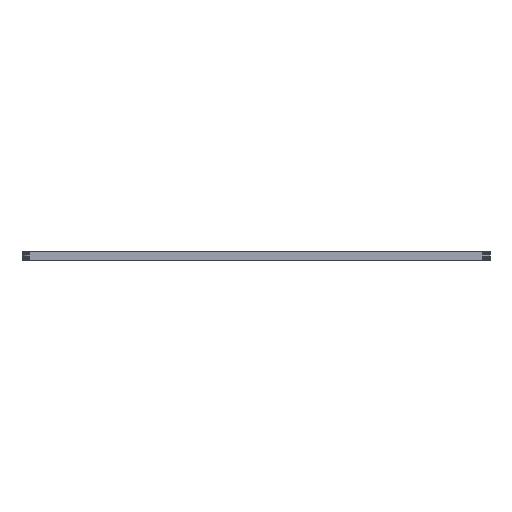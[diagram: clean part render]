
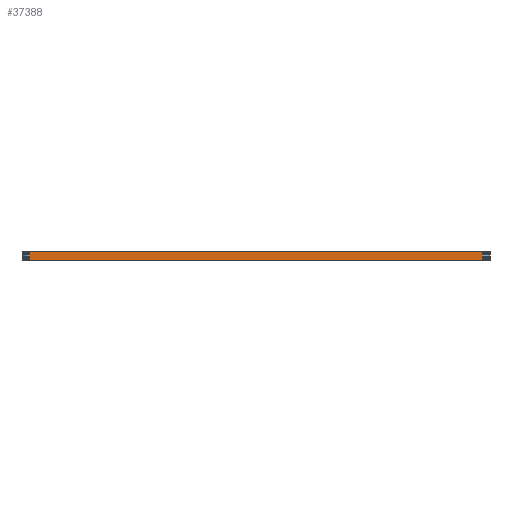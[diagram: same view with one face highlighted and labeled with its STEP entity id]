
A CAD part, left-side view. The second image highlights one B-rep face of the part: STEP entity #37388.
In plain terms, the highlighted planar face has unit normal (-1, 0, 0).
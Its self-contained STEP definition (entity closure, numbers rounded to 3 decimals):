
#83 = PLANE('',#84);
#84 = AXIS2_PLACEMENT_3D('',#85,#86,#87);
#85 = CARTESIAN_POINT('',(130.169,-79.839,1.6));
#86 = DIRECTION('',(-0.,-0.,-1.));
#87 = DIRECTION('',(-1.,0.,0.));
#137 = PLANE('',#138);
#138 = AXIS2_PLACEMENT_3D('',#139,#140,#141);
#139 = CARTESIAN_POINT('',(130.169,-79.839,0.));
#140 = DIRECTION('',(-0.,-0.,-1.));
#141 = DIRECTION('',(-1.,0.,0.));
#554 = VERTEX_POINT('',#555);
#555 = CARTESIAN_POINT('',(28.919,-122.439,0.));
#569 = PLANE('',#570);
#570 = AXIS2_PLACEMENT_3D('',#571,#572,#573);
#571 = CARTESIAN_POINT('',(28.923,-122.556,0.));
#572 = DIRECTION('',(-0.999,-0.035,0.));
#573 = DIRECTION('',(-0.035,0.999,0.));
#581 = EDGE_CURVE('',#554,#582,#584,.T.);
#582 = VERTEX_POINT('',#583);
#583 = CARTESIAN_POINT('',(28.919,-37.239,0.));
#584 = SURFACE_CURVE('',#585,(#589,#596),.PCURVE_S1.);
#585 = LINE('',#586,#587);
#586 = CARTESIAN_POINT('',(28.919,-122.439,0.));
#587 = VECTOR('',#588,1.);
#588 = DIRECTION('',(0.,1.,0.));
#589 = PCURVE('',#137,#590);
#590 = DEFINITIONAL_REPRESENTATION('',(#591),#595);
#591 = LINE('',#592,#593);
#592 = CARTESIAN_POINT('',(101.25,-42.6));
#593 = VECTOR('',#594,1.);
#594 = DIRECTION('',(0.,1.));
#595 = ( GEOMETRIC_REPRESENTATION_CONTEXT(2) 
PARAMETRIC_REPRESENTATION_CONTEXT() REPRESENTATION_CONTEXT('2D SPACE',''
  ) );
#596 = PCURVE('',#597,#602);
#597 = PLANE('',#598);
#598 = AXIS2_PLACEMENT_3D('',#599,#600,#601);
#599 = CARTESIAN_POINT('',(28.919,-122.439,0.));
#600 = DIRECTION('',(-1.,0.,0.));
#601 = DIRECTION('',(0.,1.,0.));
#602 = DEFINITIONAL_REPRESENTATION('',(#603),#607);
#603 = LINE('',#604,#605);
#604 = CARTESIAN_POINT('',(0.,0.));
#605 = VECTOR('',#606,1.);
#606 = DIRECTION('',(1.,0.));
#607 = ( GEOMETRIC_REPRESENTATION_CONTEXT(2) 
PARAMETRIC_REPRESENTATION_CONTEXT() REPRESENTATION_CONTEXT('2D SPACE',''
  ) );
#625 = PLANE('',#626);
#626 = AXIS2_PLACEMENT_3D('',#627,#628,#629);
#627 = CARTESIAN_POINT('',(28.919,-37.239,0.));
#628 = DIRECTION('',(-0.999,0.035,0.));
#629 = DIRECTION('',(0.035,0.999,0.));
#20282 = VERTEX_POINT('',#20283);
#20283 = CARTESIAN_POINT('',(28.919,-122.439,1.6));
#20304 = EDGE_CURVE('',#20282,#20305,#20307,.T.);
#20305 = VERTEX_POINT('',#20306);
#20306 = CARTESIAN_POINT('',(28.919,-37.239,1.6));
#20307 = SURFACE_CURVE('',#20308,(#20312,#20319),.PCURVE_S1.);
#20308 = LINE('',#20309,#20310);
#20309 = CARTESIAN_POINT('',(28.919,-122.439,1.6));
#20310 = VECTOR('',#20311,1.);
#20311 = DIRECTION('',(0.,1.,0.));
#20312 = PCURVE('',#83,#20313);
#20313 = DEFINITIONAL_REPRESENTATION('',(#20314),#20318);
#20314 = LINE('',#20315,#20316);
#20315 = CARTESIAN_POINT('',(101.25,-42.6));
#20316 = VECTOR('',#20317,1.);
#20317 = DIRECTION('',(0.,1.));
#20318 = ( GEOMETRIC_REPRESENTATION_CONTEXT(2) 
PARAMETRIC_REPRESENTATION_CONTEXT() REPRESENTATION_CONTEXT('2D SPACE',''
  ) );
#20319 = PCURVE('',#597,#20320);
#20320 = DEFINITIONAL_REPRESENTATION('',(#20321),#20325);
#20321 = LINE('',#20322,#20323);
#20322 = CARTESIAN_POINT('',(0.,-1.6));
#20323 = VECTOR('',#20324,1.);
#20324 = DIRECTION('',(1.,0.));
#20325 = ( GEOMETRIC_REPRESENTATION_CONTEXT(2) 
PARAMETRIC_REPRESENTATION_CONTEXT() REPRESENTATION_CONTEXT('2D SPACE',''
  ) );
#37340 = EDGE_CURVE('',#554,#20282,#37341,.T.);
#37341 = SURFACE_CURVE('',#37342,(#37346,#37353),.PCURVE_S1.);
#37342 = LINE('',#37343,#37344);
#37343 = CARTESIAN_POINT('',(28.919,-122.439,0.));
#37344 = VECTOR('',#37345,1.);
#37345 = DIRECTION('',(0.,0.,1.));
#37346 = PCURVE('',#569,#37347);
#37347 = DEFINITIONAL_REPRESENTATION('',(#37348),#37352);
#37348 = LINE('',#37349,#37350);
#37349 = CARTESIAN_POINT('',(0.117,0.));
#37350 = VECTOR('',#37351,1.);
#37351 = DIRECTION('',(0.,-1.));
#37352 = ( GEOMETRIC_REPRESENTATION_CONTEXT(2) 
PARAMETRIC_REPRESENTATION_CONTEXT() REPRESENTATION_CONTEXT('2D SPACE',''
  ) );
#37353 = PCURVE('',#597,#37354);
#37354 = DEFINITIONAL_REPRESENTATION('',(#37355),#37359);
#37355 = LINE('',#37356,#37357);
#37356 = CARTESIAN_POINT('',(0.,0.));
#37357 = VECTOR('',#37358,1.);
#37358 = DIRECTION('',(0.,-1.));
#37359 = ( GEOMETRIC_REPRESENTATION_CONTEXT(2) 
PARAMETRIC_REPRESENTATION_CONTEXT() REPRESENTATION_CONTEXT('2D SPACE',''
  ) );
#37388 = ADVANCED_FACE('',(#37389),#597,.T.);
#37389 = FACE_BOUND('',#37390,.T.);
#37390 = EDGE_LOOP('',(#37391,#37392,#37393,#37414));
#37391 = ORIENTED_EDGE('',*,*,#37340,.T.);
#37392 = ORIENTED_EDGE('',*,*,#20304,.T.);
#37393 = ORIENTED_EDGE('',*,*,#37394,.F.);
#37394 = EDGE_CURVE('',#582,#20305,#37395,.T.);
#37395 = SURFACE_CURVE('',#37396,(#37400,#37407),.PCURVE_S1.);
#37396 = LINE('',#37397,#37398);
#37397 = CARTESIAN_POINT('',(28.919,-37.239,0.));
#37398 = VECTOR('',#37399,1.);
#37399 = DIRECTION('',(0.,0.,1.));
#37400 = PCURVE('',#597,#37401);
#37401 = DEFINITIONAL_REPRESENTATION('',(#37402),#37406);
#37402 = LINE('',#37403,#37404);
#37403 = CARTESIAN_POINT('',(85.2,0.));
#37404 = VECTOR('',#37405,1.);
#37405 = DIRECTION('',(0.,-1.));
#37406 = ( GEOMETRIC_REPRESENTATION_CONTEXT(2) 
PARAMETRIC_REPRESENTATION_CONTEXT() REPRESENTATION_CONTEXT('2D SPACE',''
  ) );
#37407 = PCURVE('',#625,#37408);
#37408 = DEFINITIONAL_REPRESENTATION('',(#37409),#37413);
#37409 = LINE('',#37410,#37411);
#37410 = CARTESIAN_POINT('',(0.,0.));
#37411 = VECTOR('',#37412,1.);
#37412 = DIRECTION('',(0.,-1.));
#37413 = ( GEOMETRIC_REPRESENTATION_CONTEXT(2) 
PARAMETRIC_REPRESENTATION_CONTEXT() REPRESENTATION_CONTEXT('2D SPACE',''
  ) );
#37414 = ORIENTED_EDGE('',*,*,#581,.F.);
